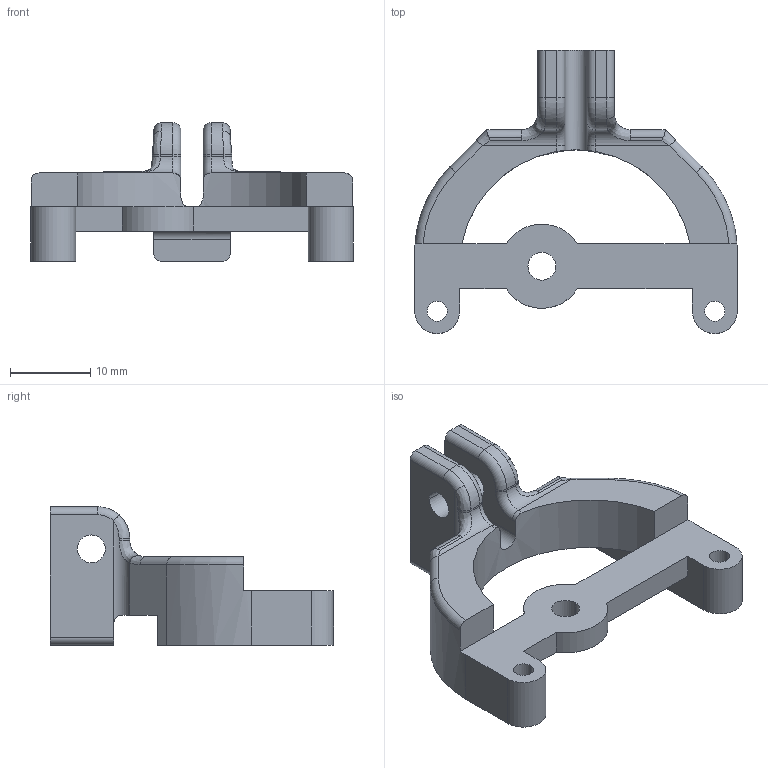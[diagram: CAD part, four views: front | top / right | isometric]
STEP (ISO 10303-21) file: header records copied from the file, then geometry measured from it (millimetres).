
FILE_DESCRIPTION (( 'STEP AP203' ), '1' );
FILE_NAME ('b4_a_t.STEP', '2015-02-28T01:14:09', ( '' ), ( '' ), 'SwSTEP 2.0', 'SolidWorks 2013', '' );
FILE_SCHEMA (( 'CONFIG_CONTROL_DESIGN' ));
Length unit declared in the file: millimetre
Products named in the file (1): b4_a_t
Bounding box: 40.2 x 35.3 x 17.25 mm (x, y, z)
Volume: 4436.6 mm3; surface area: 3421.9 mm2
Topology: 1 solids, 1 shells, 88 faces, 235 edges, 148 vertices
Faces by surface type: cylinder 43, plane 31, torus 8, bspline 6
Entity records: 3175 total; most frequent: CARTESIAN_POINT 889, ORIENTED_EDGE 470, DIRECTION 462, EDGE_CURVE 235, AXIS2_PLACEMENT_3D 169, VERTEX_POINT 148, LINE 124, VECTOR 124
